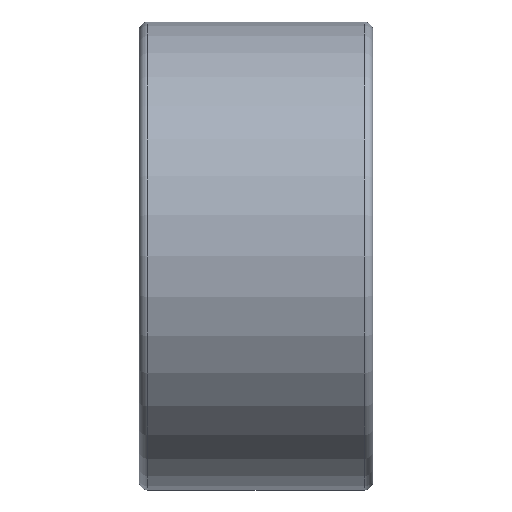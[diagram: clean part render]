
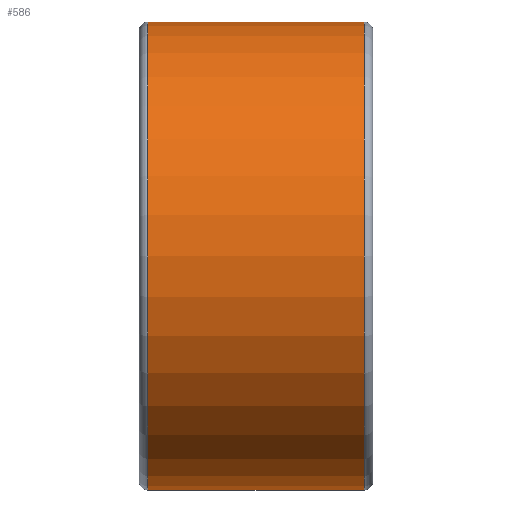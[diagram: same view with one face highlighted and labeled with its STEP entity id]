
A CAD part, front view. The second image highlights one B-rep face of the part: STEP entity #586.
In plain terms, the highlighted cylindrical face has radius 4 mm (diameter 8 mm), a partial arc.
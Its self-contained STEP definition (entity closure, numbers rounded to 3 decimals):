
#1 = EDGE_CURVE ( 'NONE', #90, #480, #28, .T. ) ;
#9 = ORIENTED_EDGE ( 'NONE', *, *, #368, .T. ) ;
#28 = CIRCLE ( 'NONE', #31, 4. ) ;
#31 = AXIS2_PLACEMENT_3D ( 'NONE', #222, #379, #568 ) ;
#47 = CARTESIAN_POINT ( 'NONE',  ( -1.85, 0., -4. ) ) ;
#50 = CARTESIAN_POINT ( 'NONE',  ( 1.85, 0., 4. ) ) ;
#64 = CARTESIAN_POINT ( 'NONE',  ( -1.85, 0., 4. ) ) ;
#88 = VECTOR ( 'NONE', #627, 1000. ) ;
#90 = VERTEX_POINT ( 'NONE', #50 ) ;
#98 = CARTESIAN_POINT ( 'NONE',  ( -1.85, 0., 0. ) ) ;
#109 = EDGE_CURVE ( 'NONE', #516, #480, #266, .T. ) ;
#115 = CARTESIAN_POINT ( 'NONE',  ( -20.637, 0., 4. ) ) ;
#142 = ORIENTED_EDGE ( 'NONE', *, *, #109, .T. ) ;
#150 = EDGE_CURVE ( 'NONE', #732, #90, #326, .T. ) ;
#176 = CYLINDRICAL_SURFACE ( 'NONE', #816, 4. ) ;
#200 = CARTESIAN_POINT ( 'NONE',  ( -20.637, 0., 0. ) ) ;
#206 = DIRECTION ( 'NONE',  ( 0., 0., -1. ) ) ;
#222 = CARTESIAN_POINT ( 'NONE',  ( 1.85, 0., 0. ) ) ;
#224 = CARTESIAN_POINT ( 'NONE',  ( -20.637, 0., -4. ) ) ;
#266 = LINE ( 'NONE', #224, #452 ) ;
#326 = LINE ( 'NONE', #115, #88 ) ;
#364 = DIRECTION ( 'NONE',  ( 0., 0., -1. ) ) ;
#368 = EDGE_CURVE ( 'NONE', #732, #516, #669, .T. ) ;
#379 = DIRECTION ( 'NONE',  ( 1., 0., 0. ) ) ;
#435 = FACE_OUTER_BOUND ( 'NONE', #767, .T. ) ;
#452 = VECTOR ( 'NONE', #676, 1000. ) ;
#480 = VERTEX_POINT ( 'NONE', #746 ) ;
#516 = VERTEX_POINT ( 'NONE', #47 ) ;
#525 = DIRECTION ( 'NONE',  ( 1., 0., 0. ) ) ;
#558 = DIRECTION ( 'NONE',  ( 1., 0., 0. ) ) ;
#568 = DIRECTION ( 'NONE',  ( 0., 0., -1. ) ) ;
#586 = ADVANCED_FACE ( 'NONE', ( #435 ), #176, .T. ) ;
#591 = ORIENTED_EDGE ( 'NONE', *, *, #150, .F. ) ;
#627 = DIRECTION ( 'NONE',  ( 1., 0., 0. ) ) ;
#669 = CIRCLE ( 'NONE', #712, 4. ) ;
#676 = DIRECTION ( 'NONE',  ( 1., 0., 0. ) ) ;
#712 = AXIS2_PLACEMENT_3D ( 'NONE', #98, #558, #364 ) ;
#725 = ORIENTED_EDGE ( 'NONE', *, *, #1, .F. ) ;
#732 = VERTEX_POINT ( 'NONE', #64 ) ;
#746 = CARTESIAN_POINT ( 'NONE',  ( 1.85, 0., -4. ) ) ;
#767 = EDGE_LOOP ( 'NONE', ( #591, #9, #142, #725 ) ) ;
#816 = AXIS2_PLACEMENT_3D ( 'NONE', #200, #525, #206 ) ;
